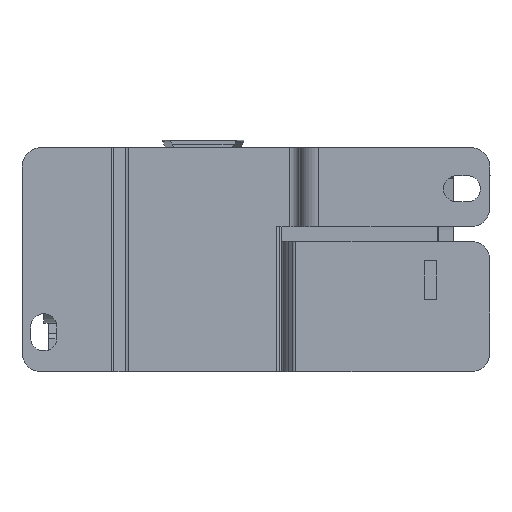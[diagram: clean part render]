
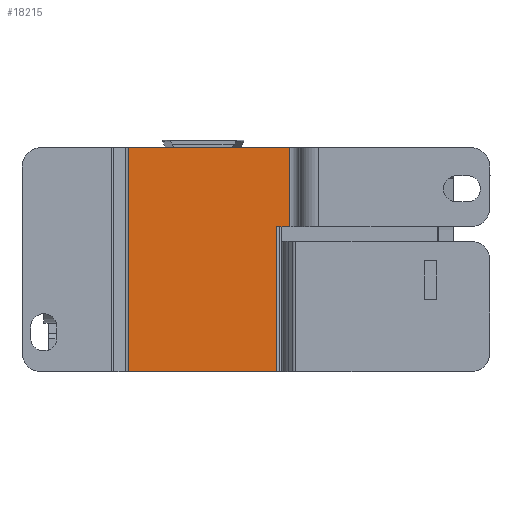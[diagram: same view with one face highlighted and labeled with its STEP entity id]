
A CAD part, front view. The second image highlights one B-rep face of the part: STEP entity #18215.
In plain terms, the highlighted planar face has unit normal (0, -1, 0).
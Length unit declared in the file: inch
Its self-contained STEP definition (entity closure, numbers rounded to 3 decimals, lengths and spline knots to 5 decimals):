
#248 = CARTESIAN_POINT ( 'NONE',  ( -1.56781, 0., -0.32849 ) ) ;
#790 = VERTEX_POINT ( 'NONE', #23117 ) ;
#856 = VECTOR ( 'NONE', #14976, 39.37008 ) ;
#890 = VECTOR ( 'NONE', #21071, 39.37008 ) ;
#1348 = VECTOR ( 'NONE', #14104, 39.37008 ) ;
#1809 = EDGE_CURVE ( 'NONE', #2177, #790, #23469, .T. ) ;
#2024 = LINE ( 'NONE', #248, #856 ) ;
#2177 = VERTEX_POINT ( 'NONE', #15886 ) ;
#2706 = ORIENTED_EDGE ( 'NONE', *, *, #16641, .T. ) ;
#3285 = CARTESIAN_POINT ( 'NONE',  ( -1.11505, 0., 1.48253 ) ) ;
#3397 = EDGE_CURVE ( 'NONE', #17759, #18167, #13844, .T. ) ;
#3407 = FACE_OUTER_BOUND ( 'NONE', #18753, .T. ) ;
#3691 = ORIENTED_EDGE ( 'NONE', *, *, #12476, .F. ) ;
#4828 = AXIS2_PLACEMENT_3D ( 'NONE', #9287, #10851, #7243 ) ;
#4926 = ORIENTED_EDGE ( 'NONE', *, *, #3397, .T. ) ;
#5873 = VERTEX_POINT ( 'NONE', #12500 ) ;
#6416 = CARTESIAN_POINT ( 'NONE',  ( -1.0654, 0., -0.32849 ) ) ;
#6798 = LINE ( 'NONE', #12548, #1348 ) ;
#6990 = DIRECTION ( 'NONE',  ( 1., 0., 0. ) ) ;
#7243 = DIRECTION ( 'NONE',  ( 0., 0., -1. ) ) ;
#7791 = CARTESIAN_POINT ( 'NONE',  ( 0.15463, 0., -0.32849 ) ) ;
#8479 = ORIENTED_EDGE ( 'NONE', *, *, #8997, .T. ) ;
#8997 = EDGE_CURVE ( 'NONE', #5873, #2177, #6798, .T. ) ;
#9287 = CARTESIAN_POINT ( 'NONE',  ( -1.56781, 0., -0.32849 ) ) ;
#10376 = CARTESIAN_POINT ( 'NONE',  ( -1.0654, 0., -0.32849 ) ) ;
#10521 = DIRECTION ( 'NONE',  ( 0., 0., 1. ) ) ;
#10851 = DIRECTION ( 'NONE',  ( 0., -1., 0. ) ) ;
#11176 = VECTOR ( 'NONE', #14867, 39.37008 ) ;
#12476 = EDGE_CURVE ( 'NONE', #17759, #790, #23316, .T. ) ;
#12500 = CARTESIAN_POINT ( 'NONE',  ( 0.15463, 0., 0.84277 ) ) ;
#12516 = ORIENTED_EDGE ( 'NONE', *, *, #1809, .T. ) ;
#12548 = CARTESIAN_POINT ( 'NONE',  ( -1.56781, 0., 0.84277 ) ) ;
#12884 = VECTOR ( 'NONE', #10521, 39.37008 ) ;
#13844 = LINE ( 'NONE', #6416, #890 ) ;
#13868 = CARTESIAN_POINT ( 'NONE',  ( 0.25778, 0., -2.68934 ) ) ;
#14104 = DIRECTION ( 'NONE',  ( 1., 0., 0. ) ) ;
#14678 = PLANE ( 'NONE',  #4828 ) ;
#14867 = DIRECTION ( 'NONE',  ( 0., 0., 1. ) ) ;
#14976 = DIRECTION ( 'NONE',  ( 1., 0., 0. ) ) ;
#15100 = CARTESIAN_POINT ( 'NONE',  ( 0.15463, 0., -0.32849 ) ) ;
#15242 = CARTESIAN_POINT ( 'NONE',  ( -1.0654, 0., 1.48253 ) ) ;
#15886 = CARTESIAN_POINT ( 'NONE',  ( 0.25778, 0., 0.84277 ) ) ;
#16013 = EDGE_CURVE ( 'NONE', #19794, #5873, #16902, .T. ) ;
#16641 = EDGE_CURVE ( 'NONE', #18167, #19794, #2024, .T. ) ;
#16902 = LINE ( 'NONE', #15100, #11176 ) ;
#17623 = ORIENTED_EDGE ( 'NONE', *, *, #16013, .T. ) ;
#17759 = VERTEX_POINT ( 'NONE', #15242 ) ;
#18005 = VECTOR ( 'NONE', #6990, 39.37008 ) ;
#18167 = VERTEX_POINT ( 'NONE', #10376 ) ;
#18215 = ADVANCED_FACE ( 'NONE', ( #3407 ), #14678, .T. ) ;
#18753 = EDGE_LOOP ( 'NONE', ( #3691, #4926, #2706, #17623, #8479, #12516 ) ) ;
#19794 = VERTEX_POINT ( 'NONE', #7791 ) ;
#21071 = DIRECTION ( 'NONE',  ( 0., 0., -1. ) ) ;
#23117 = CARTESIAN_POINT ( 'NONE',  ( 0.25778, 0., 1.48253 ) ) ;
#23316 = LINE ( 'NONE', #3285, #18005 ) ;
#23469 = LINE ( 'NONE', #13868, #12884 ) ;
